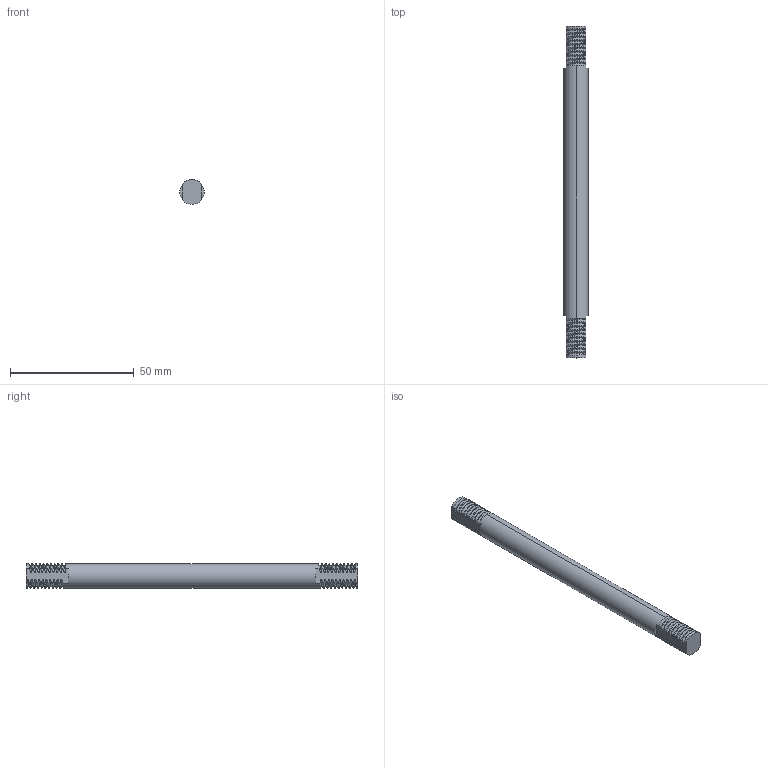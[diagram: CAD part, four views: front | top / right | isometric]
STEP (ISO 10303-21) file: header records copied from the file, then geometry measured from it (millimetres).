
FILE_DESCRIPTION (( 'STEP AP214' ), '1' );
FILE_NAME ('axe de rotation.STEP', '2020-10-23T10:26:16', ( '' ), ( '' ), 'SwSTEP 2.0', 'SolidWorks 2019', '' );
FILE_SCHEMA (( 'AUTOMOTIVE_DESIGN' ));
Length unit declared in the file: millimetre
Products named in the file (1): axe de rotation
Bounding box: 10 x 134 x 10 mm (x, y, z)
Volume: 9980.9 mm3; surface area: 4632.9 mm2
Topology: 1 solids, 1 shells, 192 faces, 570 edges, 380 vertices
Faces by surface type: bspline 120, cylinder 62, plane 10
Entity records: 45052 total; most frequent: CARTESIAN_POINT 41503, ORIENTED_EDGE 1140, EDGE_CURVE 570, VERTEX_POINT 380, DIRECTION 284, FACE_OUTER_BOUND 192, EDGE_LOOP 192, ADVANCED_FACE 192
